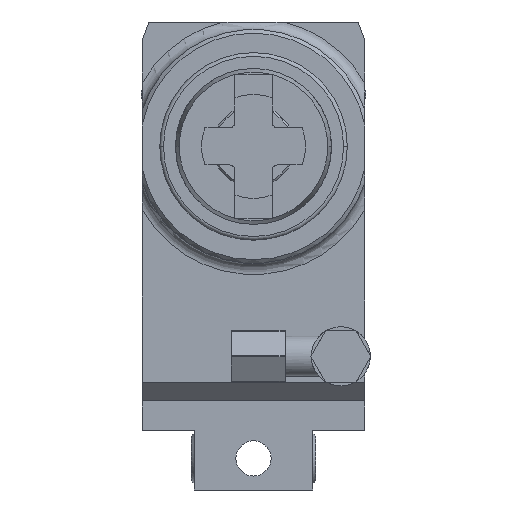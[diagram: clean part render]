
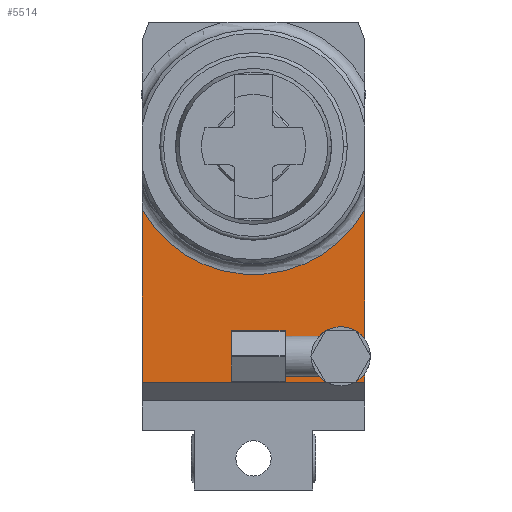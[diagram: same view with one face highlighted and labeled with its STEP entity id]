
A CAD part, left-side view. The second image highlights one B-rep face of the part: STEP entity #5514.
In plain terms, the highlighted planar face has unit normal (-1, 0, 0).
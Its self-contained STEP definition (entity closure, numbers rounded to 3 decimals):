
#111=DIRECTION('',(0.,0.,-1.));
#112=VECTOR('',#111,4.54);
#113=CARTESIAN_POINT('',(-65.5,-30.,-22.96));
#114=LINE('',#113,#112);
#119=DIRECTION('',(0.,0.,-1.));
#120=VECTOR('',#119,37.003);
#121=CARTESIAN_POINT('',(-65.5,-30.,18.963));
#122=LINE('',#121,#120);
#146=CARTESIAN_POINT('',(-65.5,-30.,18.963));
#448=CARTESIAN_POINT('',(-65.5,30.,18.963));
#473=DIRECTION('',(0.,0.,1.));
#474=VECTOR('',#473,46.463);
#475=CARTESIAN_POINT('',(-65.5,30.,-27.5));
#476=LINE('',#475,#474);
#641=CARTESIAN_POINT('',(-65.5,-23.5,-20.5));
#642=DIRECTION('',(-1.,0.,0.));
#643=DIRECTION('',(0.,0.,1.));
#644=AXIS2_PLACEMENT_3D('',#641,#642,#643);
#646=CARTESIAN_POINT('',(-65.5,-23.5,-20.5));
#647=DIRECTION('',(-1.,0.,0.));
#648=DIRECTION('',(0.,0.,-1.));
#649=AXIS2_PLACEMENT_3D('',#646,#647,#648);
#651=DIRECTION('',(0.,1.,0.));
#652=VECTOR('',#651,60.);
#653=CARTESIAN_POINT('',(-65.5,-30.,-27.5));
#654=LINE('',#653,#652);
#655=CARTESIAN_POINT('',(-65.5,-23.5,-20.5));
#656=DIRECTION('',(-1.,0.,0.));
#657=DIRECTION('',(0.,-0.935,0.354));
#658=AXIS2_PLACEMENT_3D('',#655,#656,#657);
#1386=CARTESIAN_POINT('',(-65.5,0.,36.));
#1387=DIRECTION('',(1.,0.,0.));
#1388=DIRECTION('',(0.,-0.87,-0.494));
#1389=AXIS2_PLACEMENT_3D('',#1386,#1387,#1388);
#4348=VERTEX_POINT('',#146);
#4349=VERTEX_POINT('',#448);
#4376=CARTESIAN_POINT('',(-65.5,30.,-27.5));
#4378=VERTEX_POINT('',#4376);
#4379=CARTESIAN_POINT('',(-65.5,-30.,-27.5));
#4380=VERTEX_POINT('',#4379);
#4623=CARTESIAN_POINT('',(-65.5,-30.,-18.04));
#4624=CARTESIAN_POINT('',(-65.5,-30.,-22.96));
#4625=VERTEX_POINT('',#4623);
#4626=VERTEX_POINT('',#4624);
#4631=CARTESIAN_POINT('',(-65.5,-23.5,-13.55));
#4632=CARTESIAN_POINT('',(-65.5,-23.5,-27.45));
#4633=VERTEX_POINT('',#4631);
#4634=VERTEX_POINT('',#4632);
#5495=CARTESIAN_POINT('',(-65.5,0.,36.));
#5496=DIRECTION('',(1.,0.,0.));
#5497=DIRECTION('',(0.,0.,-1.));
#5498=AXIS2_PLACEMENT_3D('',#5495,#5496,#5497);
#5499=PLANE('',#5498);
#5501=ORIENTED_EDGE('',*,*,#5500,.T.);
#5503=ORIENTED_EDGE('',*,*,#5502,.T.);
#5504=ORIENTED_EDGE('',*,*,#5135,.T.);
#5505=ORIENTED_EDGE('',*,*,#5488,.T.);
#5506=ORIENTED_EDGE('',*,*,#5353,.T.);
#5508=ORIENTED_EDGE('',*,*,#5507,.F.);
#5509=ORIENTED_EDGE('',*,*,#5139,.T.);
#5511=ORIENTED_EDGE('',*,*,#5510,.T.);
#5512=EDGE_LOOP('',(#5501,#5503,#5504,#5505,#5506,#5508,#5509,#5511));
#5513=FACE_OUTER_BOUND('',#5512,.F.);
#5514=ADVANCED_FACE('',(#5513),#5499,.F.);
#645=CIRCLE('',#644,6.95);
#650=CIRCLE('',#649,6.95);
#659=CIRCLE('',#658,6.95);
#1390=CIRCLE('',#1389,34.5);
#5135=EDGE_CURVE('',#4626,#4380,#114,.T.);
#5139=EDGE_CURVE('',#4348,#4625,#122,.T.);
#5353=EDGE_CURVE('',#4378,#4349,#476,.T.);
#5488=EDGE_CURVE('',#4380,#4378,#654,.T.);
#5500=EDGE_CURVE('',#4633,#4634,#645,.T.);
#5502=EDGE_CURVE('',#4634,#4626,#650,.T.);
#5507=EDGE_CURVE('',#4348,#4349,#1390,.T.);
#5510=EDGE_CURVE('',#4625,#4633,#659,.T.);
